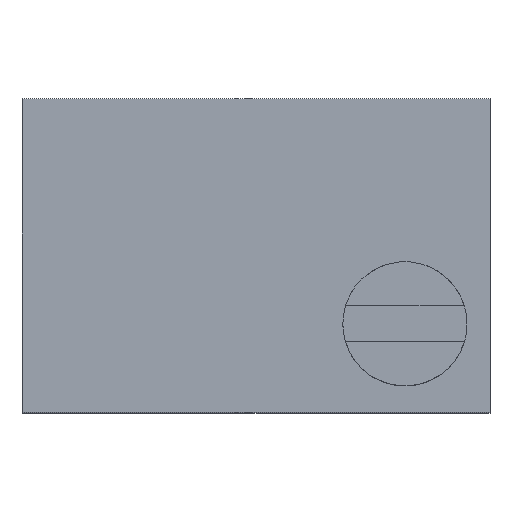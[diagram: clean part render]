
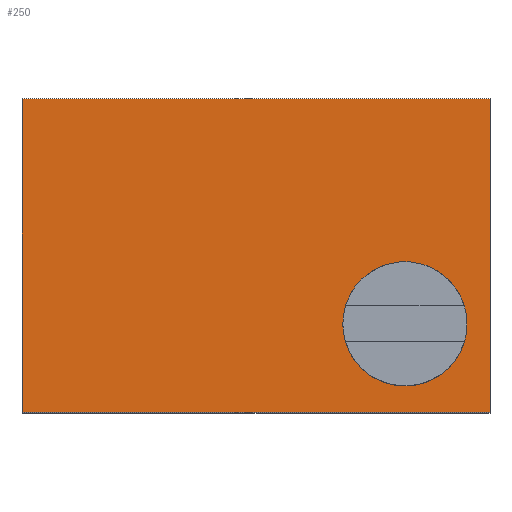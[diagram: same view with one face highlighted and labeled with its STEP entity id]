
A CAD part, top view. The second image highlights one B-rep face of the part: STEP entity #250.
In plain terms, the highlighted planar face has unit normal (0, 0, 1).
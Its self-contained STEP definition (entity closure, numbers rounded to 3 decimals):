
#13=DIRECTION('',(0.,0.,1.));
#27=DIRECTION('',(1.,0.,0.));
#57=VECTOR('',#58,1.);
#58=DIRECTION('',(0.,1.,0.));
#65=VECTOR('',#27,1.);
#125=VERTEX_POINT('',#126);
#126=CARTESIAN_POINT('',(-5.895,2.25,7.24));
#129=EDGE_CURVE('',#125,#130,#132,.T.);
#130=VERTEX_POINT('',#131);
#131=CARTESIAN_POINT('',(0.815,2.25,7.24));
#132=LINE('',#126,#65);
#165=VERTEX_POINT('',#166);
#166=CARTESIAN_POINT('',(0.815,-2.25,7.24));
#169=EDGE_CURVE('',#170,#165,#172,.T.);
#170=VERTEX_POINT('',#171);
#171=CARTESIAN_POINT('',(-5.895,-2.25,7.24));
#172=LINE('',#171,#65);
#242=EDGE_CURVE('',#170,#125,#243,.T.);
#243=LINE('',#171,#57);
#250=ADVANCED_FACE('',(#251,#259),#268,.T.);
#251=FACE_BOUND('',#252,.T.);
#252=EDGE_LOOP('',(#253,#254,#255,#258));
#253=ORIENTED_EDGE('',*,*,#242,.F.);
#254=ORIENTED_EDGE('',*,*,#169,.T.);
#255=ORIENTED_EDGE('',*,*,#256,.T.);
#256=EDGE_CURVE('',#165,#130,#257,.T.);
#257=LINE('',#166,#57);
#258=ORIENTED_EDGE('',*,*,#129,.F.);
#259=FACE_BOUND('',#260,.T.);
#260=EDGE_LOOP('',(#261));
#261=ORIENTED_EDGE('',*,*,#262,.F.);
#262=EDGE_CURVE('',#263,#263,#265,.T.);
#263=VERTEX_POINT('',#264);
#264=CARTESIAN_POINT('',(0.485,-0.98,7.24));
#265=CIRCLE('',#266,0.89);
#266=AXIS2_PLACEMENT_3D('',#267,#13,#27);
#267=CARTESIAN_POINT('',(-0.405,-0.98,7.24));
#268=PLANE('',#269);
#269=AXIS2_PLACEMENT_3D('',#171,#13,#27);
